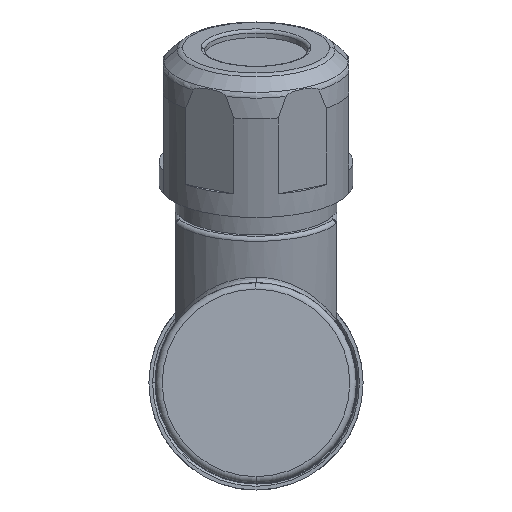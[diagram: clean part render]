
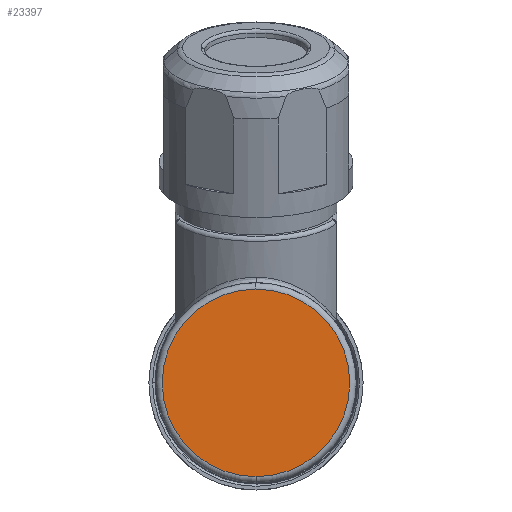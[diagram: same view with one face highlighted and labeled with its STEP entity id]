
A CAD part, front view. The second image highlights one B-rep face of the part: STEP entity #23397.
In plain terms, the highlighted planar face has unit normal (0, -1, 0).
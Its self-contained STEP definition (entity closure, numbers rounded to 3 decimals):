
#7636=CARTESIAN_POINT('',(0.,-54.,0.));
#7637=DIRECTION('',(0.,1.,0.));
#7638=DIRECTION('',(0.,0.,1.));
#7639=AXIS2_PLACEMENT_3D('',#7636,#7637,#7638);
#7641=CARTESIAN_POINT('',(0.,-54.,0.));
#7642=DIRECTION('',(0.,1.,0.));
#7643=DIRECTION('',(0.,0.,-1.));
#7644=AXIS2_PLACEMENT_3D('',#7641,#7642,#7643);
#17874=CARTESIAN_POINT('',(0.,-54.,11.599));
#17875=CARTESIAN_POINT('',(0.,-54.,-11.599));
#17876=VERTEX_POINT('',#17874);
#17877=VERTEX_POINT('',#17875);
#23388=CARTESIAN_POINT('',(0.,-54.,0.));
#23389=DIRECTION('',(0.,1.,0.));
#23390=DIRECTION('',(0.,0.,1.));
#23391=AXIS2_PLACEMENT_3D('',#23388,#23389,#23390);
#23392=PLANE('',#23391);
#23393=ORIENTED_EDGE('',*,*,#23382,.T.);
#23394=ORIENTED_EDGE('',*,*,#23368,.T.);
#23395=EDGE_LOOP('',(#23393,#23394));
#23396=FACE_OUTER_BOUND('',#23395,.F.);
#7640=CIRCLE('',#7639,11.599);
#7645=CIRCLE('',#7644,11.599);
#23368=EDGE_CURVE('',#17877,#17876,#7645,.T.);
#23382=EDGE_CURVE('',#17876,#17877,#7640,.T.);
#23397=ADVANCED_FACE('',(#23396),#23392,.F.);
